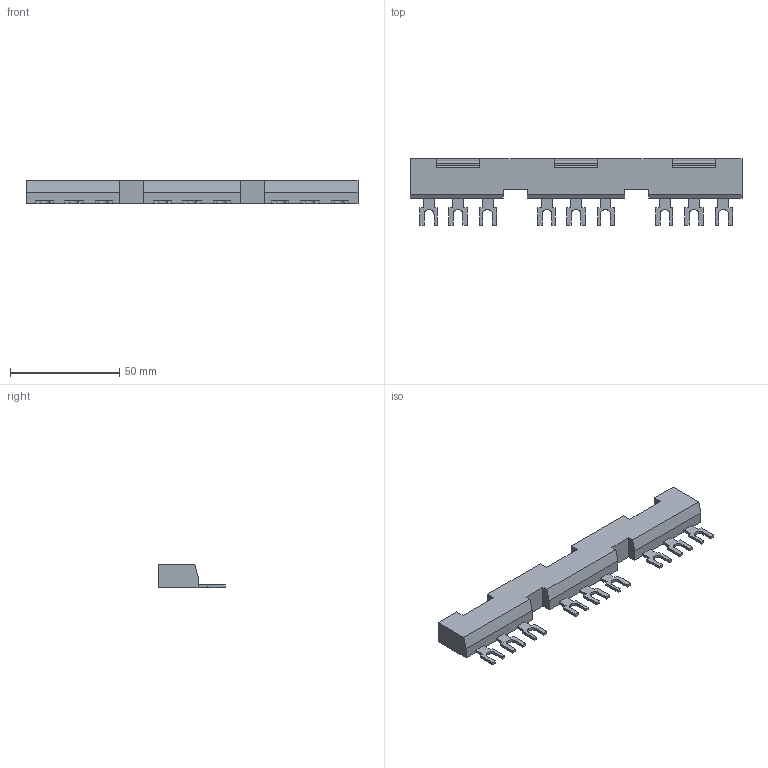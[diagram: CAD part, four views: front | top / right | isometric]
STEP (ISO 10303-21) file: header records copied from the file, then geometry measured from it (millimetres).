
FILE_DESCRIPTION((''),'2;1');
FILE_NAME('SB103830_3D-SOFTWARE_COLOUR','2013-07-03T',('SESA231906'),('Schneider-Electric'),'PRO/ENGINEER BY PARAMETRIC TECHNOLOGY CORPORATION, 2011410','PRO/ENGINEER BY PARAMETRIC TECHNOLOGY CORPORATION, 2011410','');
FILE_SCHEMA(('CONFIG_CONTROL_DESIGN'));
Length unit declared in the file: millimetre
Products named in the file (1): SB103830_3D-SOFTWARE_COLOUR
Bounding box: 152 x 30.5 x 10.7 mm (x, y, z)
Volume: 27369.8 mm3; surface area: 10765 mm2
Topology: 1 solids, 1 shells, 203 faces, 567 edges, 378 vertices
Faces by surface type: plane 191, cylinder 12
Entity records: 6443 total; most frequent: CARTESIAN_POINT 1148, ORIENTED_EDGE 1134, DIRECTION 997, EDGE_CURVE 567, VECTOR 543, LINE 543, VERTEX_POINT 378, AXIS2_PLACEMENT_3D 227
